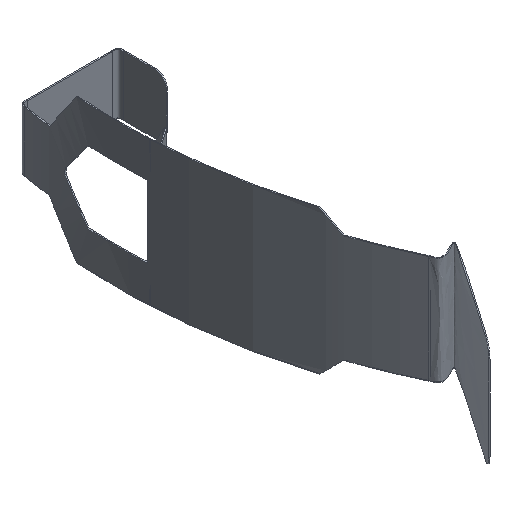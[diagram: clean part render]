
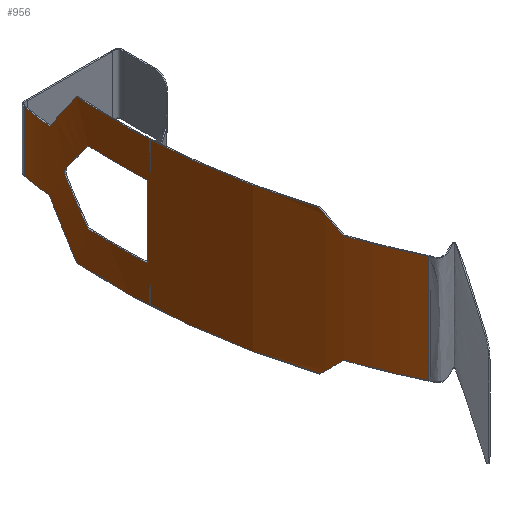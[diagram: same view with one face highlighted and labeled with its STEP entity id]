
A CAD part, isometric view. The second image highlights one B-rep face of the part: STEP entity #956.
In plain terms, the highlighted cylindrical face has radius 49.826 mm (diameter 99.652 mm), a partial arc.
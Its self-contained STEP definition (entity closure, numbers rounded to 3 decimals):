
#15=FACE_BOUND('',#200,.T.);
#17=ELLIPSE('',#981,70.464,49.826);
#19=ELLIPSE('',#990,70.464,49.826);
#20=ELLIPSE('',#1008,85.724,49.826);
#25=ELLIPSE('',#1017,85.724,49.826);
#26=ELLIPSE('',#1028,83.515,49.826);
#27=ELLIPSE('',#1030,83.515,49.826);
#40=CIRCLE('',#974,49.826);
#41=CIRCLE('',#977,49.826);
#45=CIRCLE('',#985,49.826);
#47=CIRCLE('',#992,49.826);
#51=CIRCLE('',#998,49.826);
#56=CIRCLE('',#1006,49.826);
#59=CIRCLE('',#1023,49.826);
#60=CIRCLE('',#1025,49.826);
#148=FACE_OUTER_BOUND('',#199,.T.);
#199=EDGE_LOOP('',(#877,#878,#879,#880,#881,#882,#883,#884,#885,#886,#887,
#888));
#200=EDGE_LOOP('',(#889,#890,#891,#892,#893,#894));
#250=LINE('',#2697,#326);
#272=LINE('',#2780,#348);
#276=LINE('',#2868,#352);
#326=VECTOR('',#1218,10.);
#348=VECTOR('',#1290,10.);
#352=VECTOR('',#1298,10.);
#376=B_SPLINE_CURVE_WITH_KNOTS('',3,(#2672,#2673,#2674,#2675,#2676,#2677,
#2678,#2679,#2680,#2681,#2682),.UNSPECIFIED.,.F.,.F.,(4,2,3,2,4),(-0.039,
-0.024,0.,0.024,0.039),
 .UNSPECIFIED.);
#383=VERTEX_POINT('',#1517);
#384=VERTEX_POINT('',#1519);
#390=VERTEX_POINT('',#1940);
#391=VERTEX_POINT('',#2089);
#394=VERTEX_POINT('',#2097);
#398=VERTEX_POINT('',#2107);
#403=VERTEX_POINT('',#2121);
#404=VERTEX_POINT('',#2125);
#414=VERTEX_POINT('',#2190);
#415=VERTEX_POINT('',#2231);
#437=VERTEX_POINT('',#2473);
#438=VERTEX_POINT('',#2475);
#447=VERTEX_POINT('',#2669);
#448=VERTEX_POINT('',#2671);
#449=VERTEX_POINT('',#2685);
#450=VERTEX_POINT('',#2687);
#451=VERTEX_POINT('',#2691);
#452=VERTEX_POINT('',#2693);
#476=EDGE_CURVE('',#384,#383,#40,.T.);
#486=EDGE_CURVE('',#391,#390,#41,.T.);
#491=EDGE_CURVE('',#394,#383,#17,.T.);
#496=EDGE_CURVE('',#398,#394,#45,.T.);
#502=EDGE_CURVE('',#391,#403,#19,.T.);
#504=EDGE_CURVE('',#404,#403,#47,.T.);
#516=EDGE_CURVE('',#415,#414,#51,.T.);
#542=EDGE_CURVE('',#438,#437,#56,.T.);
#546=EDGE_CURVE('',#415,#398,#20,.T.);
#557=EDGE_CURVE('',#404,#437,#25,.T.);
#566=EDGE_CURVE('',#448,#447,#376,.T.);
#569=EDGE_CURVE('',#450,#449,#59,.T.);
#572=EDGE_CURVE('',#452,#451,#60,.T.);
#574=EDGE_CURVE('',#451,#450,#250,.T.);
#576=EDGE_CURVE('',#449,#448,#26,.T.);
#577=EDGE_CURVE('',#447,#452,#27,.T.);
#606=EDGE_CURVE('',#438,#414,#272,.T.);
#610=EDGE_CURVE('',#390,#384,#276,.T.);
#877=ORIENTED_EDGE('',*,*,#491,.F.);
#878=ORIENTED_EDGE('',*,*,#496,.F.);
#879=ORIENTED_EDGE('',*,*,#546,.F.);
#880=ORIENTED_EDGE('',*,*,#516,.T.);
#881=ORIENTED_EDGE('',*,*,#606,.F.);
#882=ORIENTED_EDGE('',*,*,#542,.T.);
#883=ORIENTED_EDGE('',*,*,#557,.F.);
#884=ORIENTED_EDGE('',*,*,#504,.T.);
#885=ORIENTED_EDGE('',*,*,#502,.F.);
#886=ORIENTED_EDGE('',*,*,#486,.T.);
#887=ORIENTED_EDGE('',*,*,#610,.T.);
#888=ORIENTED_EDGE('',*,*,#476,.T.);
#889=ORIENTED_EDGE('',*,*,#577,.T.);
#890=ORIENTED_EDGE('',*,*,#572,.T.);
#891=ORIENTED_EDGE('',*,*,#574,.T.);
#892=ORIENTED_EDGE('',*,*,#569,.T.);
#893=ORIENTED_EDGE('',*,*,#576,.T.);
#894=ORIENTED_EDGE('',*,*,#566,.T.);
#905=CYLINDRICAL_SURFACE('',#1054,49.826);
#956=ADVANCED_FACE('',(#148,#15),#905,.T.);
#974=AXIS2_PLACEMENT_3D('',#1520,#1066,#1067);
#977=AXIS2_PLACEMENT_3D('',#2090,#1076,#1077);
#981=AXIS2_PLACEMENT_3D('',#2099,#1086,#1087);
#985=AXIS2_PLACEMENT_3D('',#2109,#1096,#1097);
#990=AXIS2_PLACEMENT_3D('',#2122,#1109,#1110);
#992=AXIS2_PLACEMENT_3D('',#2126,#1114,#1115);
#998=AXIS2_PLACEMENT_3D('',#2232,#1132,#1133);
#1006=AXIS2_PLACEMENT_3D('',#2476,#1159,#1160);
#1008=AXIS2_PLACEMENT_3D('',#2564,#1164,#1165);
#1017=AXIS2_PLACEMENT_3D('',#2593,#1185,#1186);
#1023=AXIS2_PLACEMENT_3D('',#2688,#1207,#1208);
#1025=AXIS2_PLACEMENT_3D('',#2694,#1213,#1214);
#1028=AXIS2_PLACEMENT_3D('',#2700,#1222,#1223);
#1030=AXIS2_PLACEMENT_3D('',#2702,#1226,#1227);
#1054=AXIS2_PLACEMENT_3D('',#2869,#1299,#1300);
#1066=DIRECTION('center_axis',(0.,0.,-1.));
#1067=DIRECTION('ref_axis',(-0.986,0.169,0.));
#1076=DIRECTION('center_axis',(0.,0.,1.));
#1077=DIRECTION('ref_axis',(-0.986,0.169,0.));
#1086=DIRECTION('center_axis',(0.,-0.707,0.707));
#1087=DIRECTION('ref_axis',(0.,0.707,0.707));
#1096=DIRECTION('center_axis',(0.,0.,1.));
#1097=DIRECTION('ref_axis',(-0.986,0.169,0.));
#1109=DIRECTION('center_axis',(0.,-0.707,-0.707));
#1110=DIRECTION('ref_axis',(0.,0.707,-0.707));
#1114=DIRECTION('center_axis',(0.,0.,1.));
#1115=DIRECTION('ref_axis',(-0.986,0.169,0.));
#1132=DIRECTION('center_axis',(0.,0.,-1.));
#1133=DIRECTION('ref_axis',(-0.986,0.169,0.));
#1159=DIRECTION('center_axis',(0.,0.,1.));
#1160=DIRECTION('ref_axis',(-0.986,0.169,0.));
#1164=DIRECTION('center_axis',(0.,0.814,0.581));
#1165=DIRECTION('ref_axis',(0.,0.581,-0.814));
#1185=DIRECTION('center_axis',(0.,0.814,-0.581));
#1186=DIRECTION('ref_axis',(0.,0.581,0.814));
#1207=DIRECTION('center_axis',(0.,0.,-1.));
#1208=DIRECTION('ref_axis',(-0.986,0.169,0.));
#1213=DIRECTION('center_axis',(0.,0.,1.));
#1214=DIRECTION('ref_axis',(-0.986,0.169,0.));
#1218=DIRECTION('',(0.,0.,-1.));
#1222=DIRECTION('center_axis',(0.,0.803,-0.597));
#1223=DIRECTION('ref_axis',(0.,0.597,0.803));
#1226=DIRECTION('center_axis',(0.,0.803,0.597));
#1227=DIRECTION('ref_axis',(0.,0.597,-0.803));
#1290=DIRECTION('',(0.,0.,1.));
#1298=DIRECTION('',(0.,0.,1.));
#1299=DIRECTION('center_axis',(0.,0.,1.));
#1300=DIRECTION('ref_axis',(-0.986,0.169,0.));
#1517=CARTESIAN_POINT('',(1.845,-24.95,10.5));
#1519=CARTESIAN_POINT('',(3.9,-30.,10.5));
#1520=CARTESIAN_POINT('Origin',(48.956,-8.726,10.5));
#1940=CARTESIAN_POINT('',(3.9,-30.,1.5));
#2089=CARTESIAN_POINT('',(1.845,-24.95,1.5));
#2090=CARTESIAN_POINT('Origin',(48.956,-8.726,1.5));
#2097=CARTESIAN_POINT('',(1.355,-23.45,12.));
#2099=CARTESIAN_POINT('Origin',(48.956,-8.726,26.724));
#2107=CARTESIAN_POINT('',(-0.75,-5.271,12.));
#2109=CARTESIAN_POINT('Origin',(48.956,-8.726,12.));
#2121=CARTESIAN_POINT('',(1.355,-23.45,0.));
#2122=CARTESIAN_POINT('Origin',(48.956,-8.726,-14.724));
#2125=CARTESIAN_POINT('',(-0.75,-5.271,0.));
#2126=CARTESIAN_POINT('Origin',(48.956,-8.726,0.));
#2190=CARTESIAN_POINT('',(-0.158,-0.33,8.5));
#2231=CARTESIAN_POINT('',(-0.513,-2.771,8.5));
#2232=CARTESIAN_POINT('Origin',(48.956,-8.726,8.5));
#2473=CARTESIAN_POINT('',(-0.513,-2.771,3.5));
#2475=CARTESIAN_POINT('',(-0.158,-0.33,3.5));
#2476=CARTESIAN_POINT('Origin',(48.956,-8.726,3.5));
#2564=CARTESIAN_POINT('Origin',(48.956,-8.726,16.837));
#2593=CARTESIAN_POINT('Origin',(48.956,-8.726,-4.837));
#2669=CARTESIAN_POINT('',(-0.676,-4.336,6.381));
#2671=CARTESIAN_POINT('',(-0.676,-4.336,5.619));
#2672=CARTESIAN_POINT('Ctrl Pts',(-0.676,-4.336,
5.619));
#2673=CARTESIAN_POINT('Ctrl Pts',(-0.674,-4.305,
5.661));
#2674=CARTESIAN_POINT('Ctrl Pts',(-0.671,-4.279,
5.707));
#2675=CARTESIAN_POINT('Ctrl Pts',(-0.666,-4.226,
5.834));
#2676=CARTESIAN_POINT('Ctrl Pts',(-0.665,-4.21,
5.92));
#2677=CARTESIAN_POINT('Ctrl Pts',(-0.665,-4.21,
6.));
#2678=CARTESIAN_POINT('Ctrl Pts',(-0.665,-4.21,
6.08));
#2679=CARTESIAN_POINT('Ctrl Pts',(-0.666,-4.226,
6.166));
#2680=CARTESIAN_POINT('Ctrl Pts',(-0.671,-4.279,
6.293));
#2681=CARTESIAN_POINT('Ctrl Pts',(-0.674,-4.305,
6.339));
#2682=CARTESIAN_POINT('Ctrl Pts',(-0.676,-4.336,
6.381));
#2685=CARTESIAN_POINT('',(-0.81,-6.283,3.));
#2687=CARTESIAN_POINT('',(-0.804,-11.283,3.));
#2688=CARTESIAN_POINT('Origin',(48.956,-8.726,3.));
#2691=CARTESIAN_POINT('',(-0.804,-11.283,9.));
#2693=CARTESIAN_POINT('',(-0.81,-6.283,9.));
#2694=CARTESIAN_POINT('Origin',(48.956,-8.726,9.));
#2697=CARTESIAN_POINT('',(-0.804,-11.283,0.));
#2700=CARTESIAN_POINT('Origin',(48.956,-8.726,-0.286));
#2702=CARTESIAN_POINT('Origin',(48.956,-8.726,12.286));
#2780=CARTESIAN_POINT('',(-0.158,-0.33,0.));
#2868=CARTESIAN_POINT('',(3.9,-30.,0.));
#2869=CARTESIAN_POINT('Origin',(48.956,-8.726,0.));
